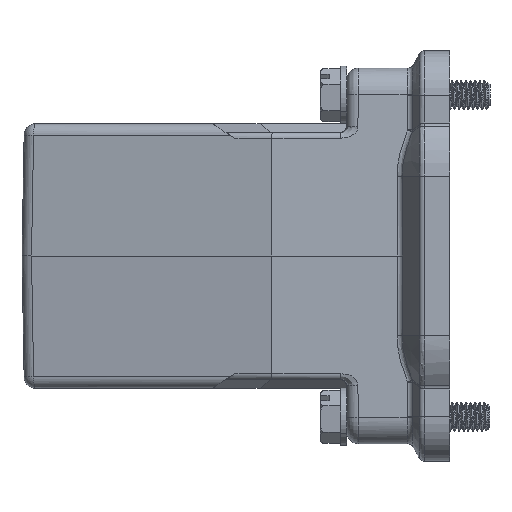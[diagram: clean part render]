
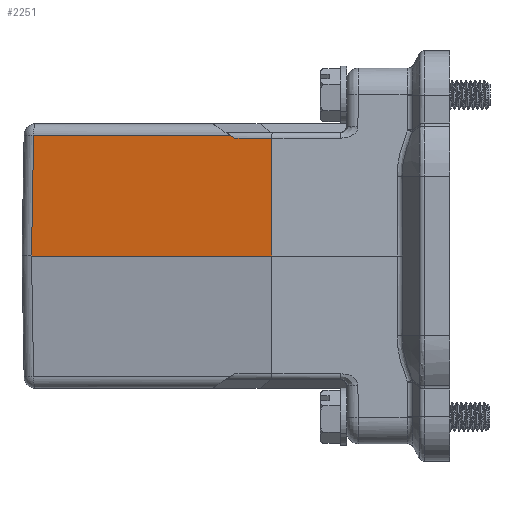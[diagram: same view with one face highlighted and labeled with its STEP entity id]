
A CAD part, left-side view. The second image highlights one B-rep face of the part: STEP entity #2251.
In plain terms, the highlighted planar face has unit normal (-0.985, 0.174, 0.018).
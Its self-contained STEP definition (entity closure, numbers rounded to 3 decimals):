
#1375=PLANE('',#15325);
#2251=ADVANCED_FACE('',(#3377),#1375,.F.);
#3377=FACE_OUTER_BOUND('',#4253,.T.);
#4253=EDGE_LOOP('',(#8078,#8079,#8080,#8081,#8082,#8083));
#8078=ORIENTED_EDGE('',*,*,#12119,.T.);
#8079=ORIENTED_EDGE('',*,*,#12116,.F.);
#8080=ORIENTED_EDGE('',*,*,#12098,.F.);
#8081=ORIENTED_EDGE('',*,*,#12153,.F.);
#8082=ORIENTED_EDGE('',*,*,#12147,.T.);
#8083=ORIENTED_EDGE('',*,*,#12151,.F.);
#10167=VERTEX_POINT('',#40201);
#10169=VERTEX_POINT('',#40208);
#10175=VERTEX_POINT('',#40246);
#10177=VERTEX_POINT('',#40263);
#10189=VERTEX_POINT('',#40504);
#10190=VERTEX_POINT('',#40506);
#12098=EDGE_CURVE('',#10169,#10167,#13125,.T.);
#12116=EDGE_CURVE('',#10167,#10175,#13134,.T.);
#12119=EDGE_CURVE('',#10177,#10175,#13136,.T.);
#12147=EDGE_CURVE('',#10190,#10189,#13149,.T.);
#12151=EDGE_CURVE('',#10177,#10189,#13152,.T.);
#12153=EDGE_CURVE('',#10190,#10169,#13154,.T.);
#13125=LINE('',#40209,#14041);
#13134=LINE('',#40245,#14050);
#13136=LINE('',#40262,#14052);
#13149=LINE('',#40505,#14065);
#13152=LINE('',#40518,#14068);
#13154=LINE('',#40521,#14070);
#14041=VECTOR('',#17900,1.);
#14050=VECTOR('',#17945,1.);
#14052=VECTOR('',#17949,1.);
#14065=VECTOR('',#17994,1.);
#14068=VECTOR('',#18001,1.);
#14070=VECTOR('',#18005,1.);
#15325=AXIS2_PLACEMENT_3D('',#40522,#18006,#18007);
#17900=DIRECTION('',(0.015,-0.017,1.));
#17945=DIRECTION('',(-0.174,-0.985,0.));
#17949=DIRECTION('',(0.159,0.854,0.495));
#17994=DIRECTION('',(0.017,-0.002,1.));
#18001=DIRECTION('',(-0.174,-0.985,0.));
#18005=DIRECTION('',(0.174,0.985,0.));
#18006=DIRECTION('',(0.985,-0.174,-0.017));
#18007=DIRECTION('',(-0.174,-0.985,0.));
#40201=CARTESIAN_POINT('',(-3.594,120.643,77.763));
#40208=CARTESIAN_POINT('',(-3.902,121.01,56.728));
#40209=CARTESIAN_POINT('',(-3.902,121.01,56.728));
#40245=CARTESIAN_POINT('',(-3.594,120.643,77.763));
#40246=CARTESIAN_POINT('',(-9.613,86.506,77.763));
#40262=CARTESIAN_POINT('',(-9.78,85.613,77.245));
#40263=CARTESIAN_POINT('',(-9.78,85.613,77.245));
#40504=CARTESIAN_POINT('',(-10.914,79.182,77.245));
#40505=CARTESIAN_POINT('',(-11.272,79.214,56.728));
#40506=CARTESIAN_POINT('',(-11.272,79.214,56.728));
#40518=CARTESIAN_POINT('',(-9.78,85.613,77.245));
#40521=CARTESIAN_POINT('',(-11.272,79.214,56.728));
#40522=CARTESIAN_POINT('',(-11.272,79.214,56.728));
